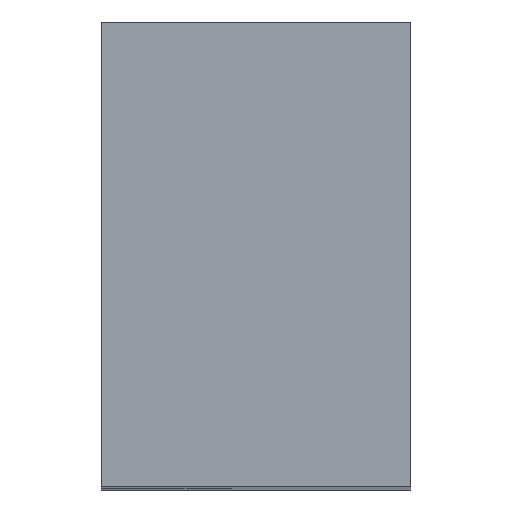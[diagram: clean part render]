
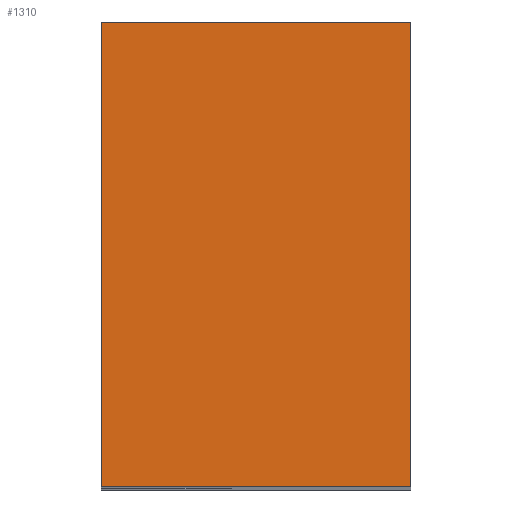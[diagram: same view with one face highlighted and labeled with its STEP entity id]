
A CAD part, top view. The second image highlights one B-rep face of the part: STEP entity #1310.
In plain terms, the highlighted planar face has unit normal (0, 0, 1).
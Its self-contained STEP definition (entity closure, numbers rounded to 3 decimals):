
#69 = ORIENTED_EDGE ( 'NONE', *, *, #510, .T. ) ;
#70 = ORIENTED_EDGE ( 'NONE', *, *, #518, .F. ) ;
#71 = ORIENTED_EDGE ( 'NONE', *, *, #517, .F. ) ;
#72 = ORIENTED_EDGE ( 'NONE', *, *, #520, .T. ) ;
#268 = LINE ( 'NONE', #1246, #271 ) ;
#271 = VECTOR ( 'NONE', #1244, 1000. ) ;
#277 = LINE ( 'NONE', #1230, #283 ) ;
#282 = LINE ( 'NONE', #1221, #285 ) ;
#283 = VECTOR ( 'NONE', #1222, 1000. ) ;
#285 = VECTOR ( 'NONE', #1218, 1000. ) ;
#286 = LINE ( 'NONE', #1224, #288 ) ;
#288 = VECTOR ( 'NONE', #1231, 1000. ) ;
#402 = FACE_OUTER_BOUND ( 'NONE', #564, .T. ) ;
#483 = VERTEX_POINT ( 'NONE', #977 ) ;
#510 = EDGE_CURVE ( 'NONE', #483, #533, #268, .T. ) ;
#517 = EDGE_CURVE ( 'NONE', #535, #531, #277, .T. ) ;
#518 = EDGE_CURVE ( 'NONE', #483, #535, #282, .T. ) ;
#520 = EDGE_CURVE ( 'NONE', #533, #531, #286, .T. ) ;
#531 = VERTEX_POINT ( 'NONE', #1203 ) ;
#533 = VERTEX_POINT ( 'NONE', #1213 ) ;
#535 = VERTEX_POINT ( 'NONE', #1191 ) ;
#564 = EDGE_LOOP ( 'NONE', ( #72, #71, #70, #69 ) ) ;
#744 = AXIS2_PLACEMENT_3D ( 'NONE', #936, #931, #930 ) ;
#930 = DIRECTION ( 'NONE',  ( -1., 0., 0. ) ) ;
#931 = DIRECTION ( 'NONE',  ( 0., 0., -1. ) ) ;
#933 = PLANE ( 'NONE',  #744 ) ;
#936 = CARTESIAN_POINT ( 'NONE',  ( 0., 15., 0. ) ) ;
#977 = CARTESIAN_POINT ( 'NONE',  ( 0., 15., 0. ) ) ;
#1191 = CARTESIAN_POINT ( 'NONE',  ( 10., 15., 0. ) ) ;
#1203 = CARTESIAN_POINT ( 'NONE',  ( 10., 0., 0. ) ) ;
#1213 = CARTESIAN_POINT ( 'NONE',  ( 0., 0., 0. ) ) ;
#1218 = DIRECTION ( 'NONE',  ( 1., 0., 0. ) ) ;
#1221 = CARTESIAN_POINT ( 'NONE',  ( 0., 15., 0. ) ) ;
#1222 = DIRECTION ( 'NONE',  ( 0., -1., 0. ) ) ;
#1224 = CARTESIAN_POINT ( 'NONE',  ( 0., 0., 0. ) ) ;
#1230 = CARTESIAN_POINT ( 'NONE',  ( 10., 15., 0. ) ) ;
#1231 = DIRECTION ( 'NONE',  ( 1., 0., 0. ) ) ;
#1244 = DIRECTION ( 'NONE',  ( 0., -1., 0. ) ) ;
#1246 = CARTESIAN_POINT ( 'NONE',  ( 0., 15., 0. ) ) ;
#1310 = ADVANCED_FACE ( 'NONE', ( #402 ), #933, .F. ) ;
